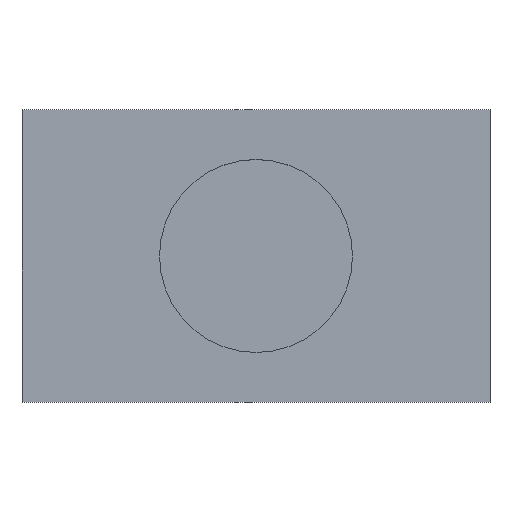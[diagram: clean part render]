
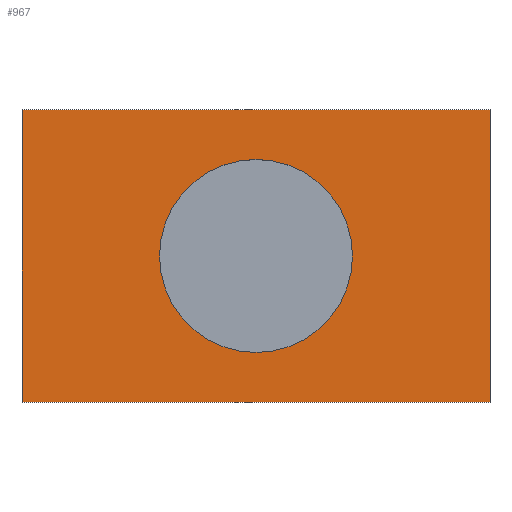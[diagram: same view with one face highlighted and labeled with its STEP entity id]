
A CAD part, top view. The second image highlights one B-rep face of the part: STEP entity #967.
In plain terms, the highlighted planar face has unit normal (0, 0, 1).
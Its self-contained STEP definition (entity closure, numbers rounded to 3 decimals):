
#627=CARTESIAN_POINT('Vertex',(-40.,25.,2.5)) ;
#634=CARTESIAN_POINT('Vertex',(-40.,-25.,2.5)) ;
#637=CARTESIAN_POINT('Line Origine',(-40.,0.,2.5)) ;
#658=CARTESIAN_POINT('Vertex',(40.,-25.,2.5)) ;
#661=CARTESIAN_POINT('Line Origine',(0.,-25.,2.5)) ;
#682=CARTESIAN_POINT('Vertex',(40.,25.,2.5)) ;
#685=CARTESIAN_POINT('Line Origine',(40.,0.,2.5)) ;
#702=CARTESIAN_POINT('Line Origine',(0.,25.,2.5)) ;
#938=CARTESIAN_POINT('Axis2P3D Location',(0.,0.,2.5)) ;
#949=CARTESIAN_POINT('Axis2P3D Location',(0.,0.,2.5)) ;
#953=CARTESIAN_POINT('Vertex',(16.5,0.,2.5)) ;
#955=CARTESIAN_POINT('Vertex',(-16.5,0.,2.5)) ;
#958=CARTESIAN_POINT('Axis2P3D Location',(0.,0.,2.5)) ;
#638=DIRECTION('Vector Direction',(0.,-1.,0.)) ;
#662=DIRECTION('Vector Direction',(-1.,0.,0.)) ;
#686=DIRECTION('Vector Direction',(0.,1.,0.)) ;
#703=DIRECTION('Vector Direction',(1.,0.,0.)) ;
#939=DIRECTION('Axis2P3D Direction',(0.,0.,1.)) ;
#940=DIRECTION('Axis2P3D XDirection',(1.,0.,0.)) ;
#950=DIRECTION('Axis2P3D Direction',(0.,0.,1.)) ;
#959=DIRECTION('Axis2P3D Direction',(0.,0.,1.)) ;
#941=AXIS2_PLACEMENT_3D('Plane Axis2P3D',#938,#939,#940) ;
#951=AXIS2_PLACEMENT_3D('Circle Axis2P3D',#949,#950,$) ;
#960=AXIS2_PLACEMENT_3D('Circle Axis2P3D',#958,#959,$) ;
#944=ORIENTED_EDGE('',*,*,#641,.T.) ;
#945=ORIENTED_EDGE('',*,*,#665,.T.) ;
#946=ORIENTED_EDGE('',*,*,#689,.T.) ;
#947=ORIENTED_EDGE('',*,*,#706,.T.) ;
#964=ORIENTED_EDGE('',*,*,#957,.F.) ;
#965=ORIENTED_EDGE('',*,*,#962,.F.) ;
#966=FACE_BOUND('',#963,.T.) ;
#639=VECTOR('Line Direction',#638,1.) ;
#663=VECTOR('Line Direction',#662,1.) ;
#687=VECTOR('Line Direction',#686,1.) ;
#704=VECTOR('Line Direction',#703,1.) ;
#967=ADVANCED_FACE('Corps principal',(#948,#966),#942,.T.) ;
#952=CIRCLE('generated circle',#951,16.5) ;
#961=CIRCLE('generated circle',#960,16.5) ;
#641=EDGE_CURVE('',#628,#635,#640,.T.) ;
#665=EDGE_CURVE('',#635,#659,#664,.F.) ;
#689=EDGE_CURVE('',#659,#683,#688,.T.) ;
#706=EDGE_CURVE('',#683,#628,#705,.F.) ;
#957=EDGE_CURVE('',#954,#956,#952,.T.) ;
#962=EDGE_CURVE('',#956,#954,#961,.T.) ;
#943=EDGE_LOOP('',(#944,#945,#946,#947)) ;
#963=EDGE_LOOP('',(#964,#965)) ;
#948=FACE_OUTER_BOUND('',#943,.T.) ;
#640=LINE('Line',#637,#639) ;
#664=LINE('Line',#661,#663) ;
#688=LINE('Line',#685,#687) ;
#705=LINE('Line',#702,#704) ;
#942=PLANE('Plane',#941) ;
#628=VERTEX_POINT('',#627) ;
#635=VERTEX_POINT('',#634) ;
#659=VERTEX_POINT('',#658) ;
#683=VERTEX_POINT('',#682) ;
#954=VERTEX_POINT('',#953) ;
#956=VERTEX_POINT('',#955) ;
